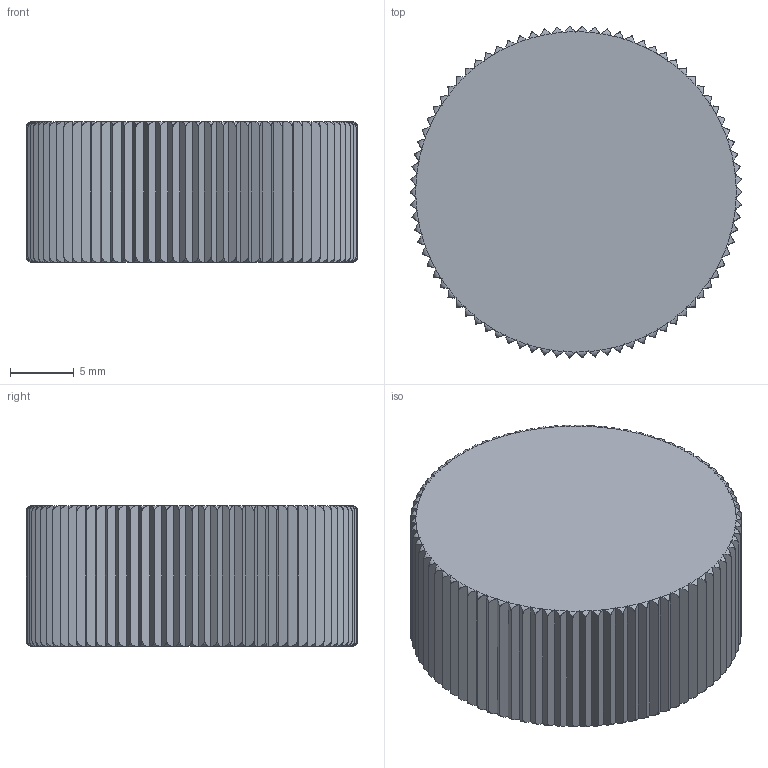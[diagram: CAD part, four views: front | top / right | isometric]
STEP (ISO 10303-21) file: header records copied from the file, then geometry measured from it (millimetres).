
FILE_DESCRIPTION((''),'2;1');
FILE_NAME('SC-Z2319_1605456','2013-10-21T',('vbengel'),(''),'PRO/ENGINEER BY PARAMETRIC TECHNOLOGY CORPORATION, 2012480','PRO/ENGINEER BY PARAMETRIC TECHNOLOGY CORPORATION, 2012480','');
FILE_SCHEMA(('AUTOMOTIVE_DESIGN { 1 0 10303 214 1 1 1 1 }'));
Length unit declared in the file: millimetre
Products named in the file (1): SC-Z2319_1605456
Bounding box: 26 x 25.98 x 11 mm (x, y, z)
Volume: 1655.7 mm3; surface area: 3560.3 mm2
Topology: 1 solids, 1 shells, 367 faces, 1074 edges, 714 vertices
Faces by surface type: plane 171, torus 166, cylinder 16, bspline 10, cone 4
Entity records: 17345 total; most frequent: CARTESIAN_POINT 7989, ORIENTED_EDGE 2148, DIRECTION 1621, EDGE_CURVE 1074, VERTEX_POINT 714, AXIS2_PLACEMENT_3D 551, VECTOR 519, LINE 519
